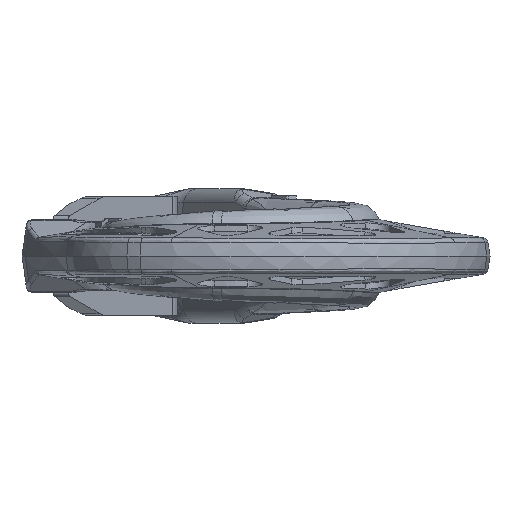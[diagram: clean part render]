
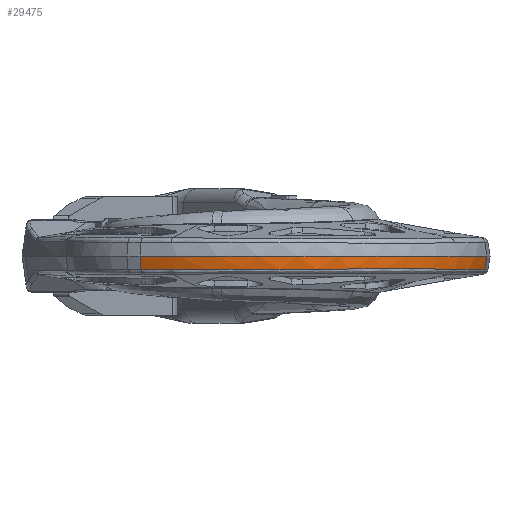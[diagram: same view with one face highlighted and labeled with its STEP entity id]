
A CAD part, front view. The second image highlights one B-rep face of the part: STEP entity #29475.
In plain terms, the highlighted conical face has half-angle 8 degrees and reference radius 101.581 mm.
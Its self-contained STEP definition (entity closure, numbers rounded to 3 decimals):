
#8677=CARTESIAN_POINT('',(97.687,-50.741,
-5.649));
#8678=CARTESIAN_POINT('',(98.275,-49.77,
-5.652));
#8679=CARTESIAN_POINT('',(99.419,-47.81,
-5.657));
#8680=CARTESIAN_POINT('',(101.035,-44.813,
-5.663));
#8681=CARTESIAN_POINT('',(102.549,-41.764,
-5.667));
#8682=CARTESIAN_POINT('',(103.96,-38.665,
-5.67));
#8683=CARTESIAN_POINT('',(105.266,-35.521,
-5.671));
#8684=CARTESIAN_POINT('',(106.466,-32.335,
-5.671));
#8685=CARTESIAN_POINT('',(107.559,-29.11,
-5.67));
#8686=CARTESIAN_POINT('',(108.542,-25.85,
-5.666));
#8687=CARTESIAN_POINT('',(109.416,-22.56,
-5.662));
#8688=CARTESIAN_POINT('',(110.178,-19.241,
-5.655));
#8689=CARTESIAN_POINT('',(110.612,-17.013,
-5.65));
#8690=CARTESIAN_POINT('',(110.81,-15.896,
-5.647));
#8692=CARTESIAN_POINT('',(-24.814,-92.813,
-5.936));
#8693=CARTESIAN_POINT('',(-23.719,-93.231,
-5.929));
#8694=CARTESIAN_POINT('',(-21.516,-94.028,
-5.914));
#8695=CARTESIAN_POINT('',(-18.171,-95.107,
-5.893));
#8696=CARTESIAN_POINT('',(-14.791,-96.07,
-5.872));
#8697=CARTESIAN_POINT('',(-11.38,-96.915,
-5.852));
#8698=CARTESIAN_POINT('',(-7.941,-97.64,
-5.833));
#8699=CARTESIAN_POINT('',(-4.479,-98.246,
-5.815));
#8700=CARTESIAN_POINT('',(-0.998,-98.731,
-5.797));
#8701=CARTESIAN_POINT('',(2.498,-99.094,
-5.78));
#8702=CARTESIAN_POINT('',(6.005,-99.336,
-5.763));
#8703=CARTESIAN_POINT('',(9.517,-99.456,
-5.748));
#8704=CARTESIAN_POINT('',(13.032,-99.454,
-5.733));
#8705=CARTESIAN_POINT('',(16.544,-99.33,
-5.719));
#8706=CARTESIAN_POINT('',(20.051,-99.084,
-5.705));
#8707=CARTESIAN_POINT('',(23.546,-98.716,
-5.693));
#8708=CARTESIAN_POINT('',(27.027,-98.227,
-5.681));
#8709=CARTESIAN_POINT('',(30.488,-97.617,
-5.67));
#8710=CARTESIAN_POINT('',(33.927,-96.887,
-5.66));
#8711=CARTESIAN_POINT('',(37.337,-96.038,
-5.65));
#8712=CARTESIAN_POINT('',(40.717,-95.071,
-5.642));
#8713=CARTESIAN_POINT('',(44.06,-93.988,
-5.634));
#8714=CARTESIAN_POINT('',(47.364,-92.788,
-5.627));
#8715=CARTESIAN_POINT('',(50.625,-91.475,
-5.621));
#8716=CARTESIAN_POINT('',(53.838,-90.049,
-5.616));
#8717=CARTESIAN_POINT('',(56.999,-88.512,
-5.612));
#8718=CARTESIAN_POINT('',(60.105,-86.867,
-5.608));
#8719=CARTESIAN_POINT('',(63.152,-85.114,
-5.605));
#8720=CARTESIAN_POINT('',(66.136,-83.257,
-5.603));
#8721=CARTESIAN_POINT('',(69.054,-81.297,
-5.602));
#8722=CARTESIAN_POINT('',(71.902,-79.237,
-5.602));
#8723=CARTESIAN_POINT('',(74.677,-77.079,
-5.602));
#8724=CARTESIAN_POINT('',(77.375,-74.826,
-5.603));
#8725=CARTESIAN_POINT('',(79.993,-72.48,
-5.606));
#8726=CARTESIAN_POINT('',(82.528,-70.045,
-5.608));
#8727=CARTESIAN_POINT('',(84.977,-67.523,
-5.612));
#8728=CARTESIAN_POINT('',(87.337,-64.918,
-5.616));
#8729=CARTESIAN_POINT('',(89.605,-62.232,
-5.621));
#8730=CARTESIAN_POINT('',(91.778,-59.469,
-5.627));
#8731=CARTESIAN_POINT('',(93.854,-56.633,
-5.634));
#8732=CARTESIAN_POINT('',(95.831,-53.725,
-5.641));
#8733=CARTESIAN_POINT('',(97.08,-51.743,
-5.646));
#8734=CARTESIAN_POINT('',(97.687,-50.741,
-5.649));
#8736=CARTESIAN_POINT('',(-37.902,-86.73,
-5.962));
#8737=CARTESIAN_POINT('',(-37.06,-87.196,
-5.965));
#8738=CARTESIAN_POINT('',(-35.362,-88.106,
-5.968));
#8739=CARTESIAN_POINT('',(-32.777,-89.397,
-5.968));
#8740=CARTESIAN_POINT('',(-30.157,-90.615,
-5.963));
#8741=CARTESIAN_POINT('',(-27.504,-91.758,
-5.952));
#8742=CARTESIAN_POINT('',(-25.714,-92.47,
-5.942));
#8743=CARTESIAN_POINT('',(-24.814,-92.813,
-5.936));
#8745=DIRECTION('',(0.067,0.122,-0.99));
#8746=VECTOR('',#8745,6.021);
#8747=CARTESIAN_POINT('',(-38.308,-87.462,0.));
#8748=LINE('',#8747,#8746);
#8749=CARTESIAN_POINT('',(11.153,1.743,0.));
#8750=DIRECTION('',(0.,0.,-1.));
#8751=DIRECTION('',(0.985,-0.174,0.));
#8752=AXIS2_PLACEMENT_3D('',#8749,#8750,#8751);
#8869=CARTESIAN_POINT('',(110.81,-15.896,
-5.647));
#8903=DIRECTION('',(-0.137,0.024,-0.99));
#8904=VECTOR('',#8903,5.703);
#8905=CARTESIAN_POINT('',(111.592,-16.034,0.));
#8906=LINE('',#8905,#8904);
#15736=CARTESIAN_POINT('',(111.592,-16.034,0.));
#15737=CARTESIAN_POINT('',(-38.308,-87.462,0.));
#15738=VERTEX_POINT('',#15736);
#15739=VERTEX_POINT('',#15737);
#16017=VERTEX_POINT('',#8869);
#16019=VERTEX_POINT('',#8677);
#16021=VERTEX_POINT('',#8692);
#16023=VERTEX_POINT('',#8736);
#29457=CARTESIAN_POINT('',(11.153,1.743,
-2.984));
#29458=DIRECTION('',(0.,0.,1.));
#29459=DIRECTION('',(0.,-1.,0.));
#29460=AXIS2_PLACEMENT_3D('',#29457,#29458,#29459);
#29461=CONICAL_SURFACE('',#29460,101.581,8.);
#29463=ORIENTED_EDGE('',*,*,#29462,.F.);
#29465=ORIENTED_EDGE('',*,*,#29464,.T.);
#29467=ORIENTED_EDGE('',*,*,#29466,.F.);
#29469=ORIENTED_EDGE('',*,*,#29468,.F.);
#29471=ORIENTED_EDGE('',*,*,#29470,.F.);
#29472=ORIENTED_EDGE('',*,*,#29449,.F.);
#29473=EDGE_LOOP('',(#29463,#29465,#29467,#29469,#29471,#29472));
#29474=FACE_OUTER_BOUND('',#29473,.F.);
#29475=ADVANCED_FACE('',(#29474),#29461,.T.);
#8691=B_SPLINE_CURVE_WITH_KNOTS('',3,(#8677,#8678,#8679,#8680,#8681,#8682,#8683,
#8684,#8685,#8686,#8687,#8688,#8689,#8690),.UNSPECIFIED.,.F.,.F.,(4,1,1,1,1,1,1,
1,1,1,1,4),(0.,0.091,0.182,0.273,
0.364,0.455,0.545,0.636,
0.727,0.818,0.909,1.),.UNSPECIFIED.);
#8735=B_SPLINE_CURVE_WITH_KNOTS('',3,(#8692,#8693,#8694,#8695,#8696,#8697,#8698,
#8699,#8700,#8701,#8702,#8703,#8704,#8705,#8706,#8707,#8708,#8709,#8710,#8711,
#8712,#8713,#8714,#8715,#8716,#8717,#8718,#8719,#8720,#8721,#8722,#8723,#8724,
#8725,#8726,#8727,#8728,#8729,#8730,#8731,#8732,#8733,#8734),.UNSPECIFIED.,.F.,
.F.,(4,1,1,1,1,1,1,1,1,1,1,1,1,1,1,1,1,1,1,1,1,1,1,1,1,1,1,1,1,1,1,1,1,1,1,1,1,
1,1,1,4),(0.,0.025,0.05,0.075,0.1,0.125,0.15,0.175,0.2,0.225,
0.25,0.275,0.3,0.325,0.35,0.375,0.4,0.425,0.45,0.475,0.5,
0.525,0.55,0.575,0.6,0.625,0.65,0.675,0.7,0.725,0.75,
0.775,0.8,0.825,0.85,0.875,0.9,0.925,0.95,0.975,1.),
.UNSPECIFIED.);
#8744=B_SPLINE_CURVE_WITH_KNOTS('',3,(#8736,#8737,#8738,#8739,#8740,#8741,#8742,
#8743),.UNSPECIFIED.,.F.,.F.,(4,1,1,1,1,4),(0.,0.2,0.4,0.6,0.8,1.),
.UNSPECIFIED.);
#8753=CIRCLE('',#8752,102.);
#29449=EDGE_CURVE('',#15739,#16023,#8748,.T.);
#29462=EDGE_CURVE('',#15738,#15739,#8753,.T.);
#29464=EDGE_CURVE('',#15738,#16017,#8906,.T.);
#29466=EDGE_CURVE('',#16019,#16017,#8691,.T.);
#29468=EDGE_CURVE('',#16021,#16019,#8735,.T.);
#29470=EDGE_CURVE('',#16023,#16021,#8744,.T.);
